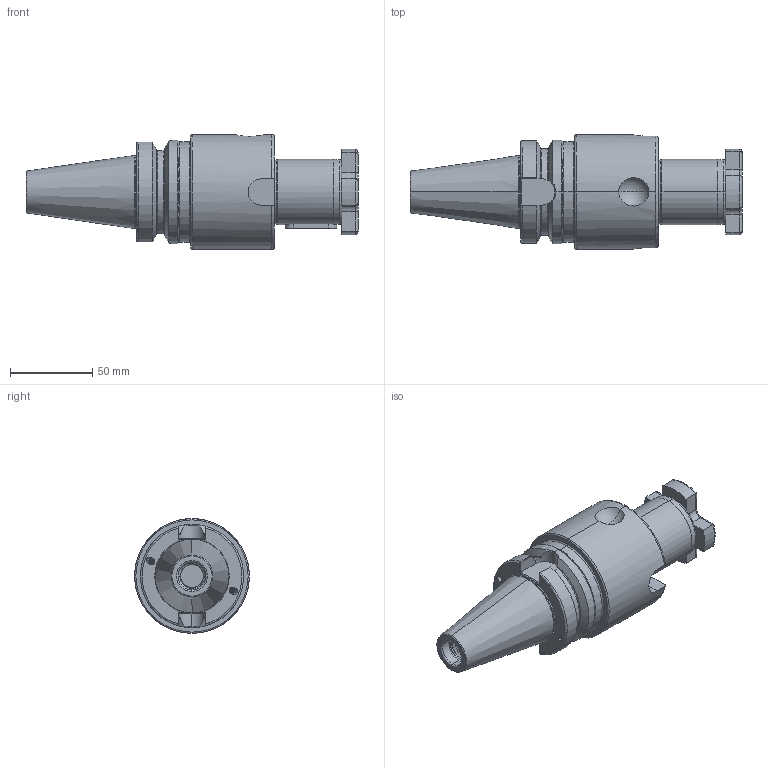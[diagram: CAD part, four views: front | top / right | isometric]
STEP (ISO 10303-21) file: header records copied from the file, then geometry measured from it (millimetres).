
FILE_DESCRIPTION (( 'STEP AP203' ), '1' );
FILE_NAME ('406.10.40.1.STEP', '2016-11-26T01:27:38', ( '' ), ( '' ), 'SwSTEP 2.0', 'SolidWorks 2012', '' );
FILE_SCHEMA (( 'CONFIG_CONTROL_DESIGN' ));
Length unit declared in the file: millimetre
Products named in the file (4): 406.10.40.1; SC40用鍵_10x8x32L; 十字螺絲FMB40
Assembly tree (3 placements, depth 2):
  406.10.40.1
    406.10.40.1
    十字螺絲FMB40
    SC40用鍵_10x8x32L
Bounding box: 202.4 x 70 x 70 mm (x, y, z)
Volume: 381890.7 mm3; surface area: 59429 mm2
Topology: 3 solids, 3 shells, 347 faces, 911 edges, 573 vertices
Faces by surface type: cylinder 176, plane 64, torus 46, cone 34, bspline 25, sphere 2
Entity records: 22664 total; most frequent: CARTESIAN_POINT 14630, ORIENTED_EDGE 1822, DIRECTION 1406, EDGE_CURVE 911, VERTEX_POINT 573, AXIS2_PLACEMENT_3D 545, EDGE_LOOP 358, ADVANCED_FACE 347
